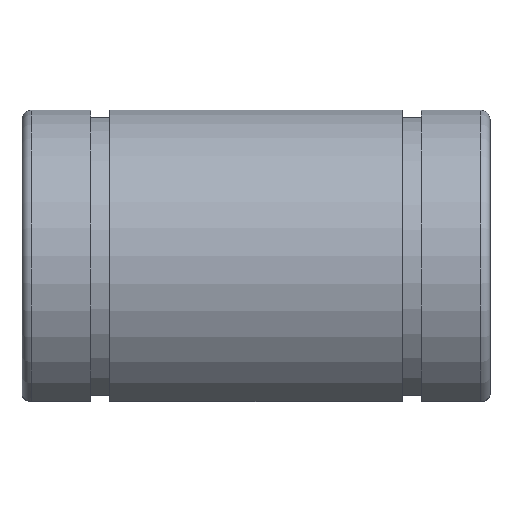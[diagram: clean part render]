
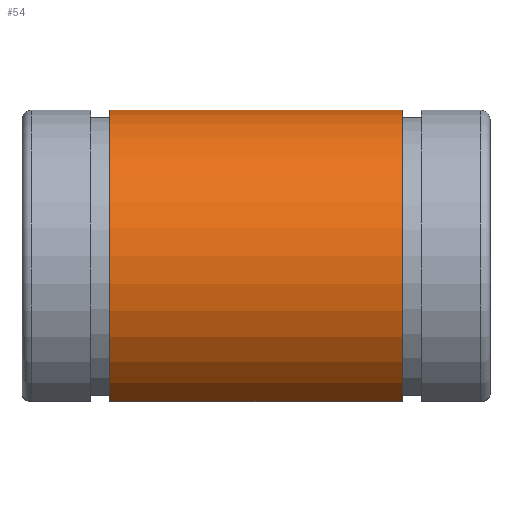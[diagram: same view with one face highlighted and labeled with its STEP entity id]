
A CAD part, top view. The second image highlights one B-rep face of the part: STEP entity #54.
In plain terms, the highlighted cylindrical face has radius 11 mm (diameter 22 mm), a partial arc.
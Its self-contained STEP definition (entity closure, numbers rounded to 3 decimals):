
#54 = ADVANCED_FACE( '', ( #116, #117 ), #118, .T. );
#116 = FACE_OUTER_BOUND( '', #185, .T. );
#117 = FACE_BOUND( '', #186, .T. );
#118 = CYLINDRICAL_SURFACE( '', #187, 11. );
#185 = EDGE_LOOP( '', ( #285, #286, #287, #288 ) );
#186 = EDGE_LOOP( '', ( #289 ) );
#187 = AXIS2_PLACEMENT_3D( '', #290, #291, #292 );
#285 = ORIENTED_EDGE( '', *, *, #446, .T. );
#286 = ORIENTED_EDGE( '', *, *, #430, .T. );
#287 = ORIENTED_EDGE( '', *, *, #447, .F. );
#288 = ORIENTED_EDGE( '', *, *, #448, .T. );
#289 = ORIENTED_EDGE( '', *, *, #449, .T. );
#290 = CARTESIAN_POINT( '', ( 32., 0., 0. ) );
#291 = DIRECTION( '', ( -1., 0., 0. ) );
#292 = DIRECTION( '', ( 0., 0., -1. ) );
#430 = EDGE_CURVE( '', #514, #512, #515, .T. );
#446 = EDGE_CURVE( '', #540, #514, #541, .T. );
#447 = EDGE_CURVE( '', #542, #512, #543, .T. );
#448 = EDGE_CURVE( '', #542, #540, #544, .F. );
#449 = EDGE_CURVE( '', #545, #545, #546, .T. );
#512 = VERTEX_POINT( '', #646 );
#514 = VERTEX_POINT( '', #649 );
#515 = LINE( '', #650, #651 );
#540 = VERTEX_POINT( '', #688 );
#541 = CIRCLE( '', #689, 11. );
#542 = VERTEX_POINT( '', #690 );
#543 = CIRCLE( '', #691, 11. );
#544 = LINE( '', #692, #693 );
#545 = VERTEX_POINT( '', #694 );
#546 = B_SPLINE_CURVE_WITH_KNOTS( '', 3, ( #695, #696, #697, #698, #699, #700, #701, #702, #703, #704, #705, #706, #707, #708, #709, #710, #711, #712, #713, #714, #715, #716, #717, #718, #719, #720, #721, #722, #723, #724, #725, #726, #727, #728, #729, #730, #731, #732, #733, #734, #735, #736, #737, #738, #739, #740, #741, #742, #743, #744 ), .UNSPECIFIED., .T., .F., ( 2, 2, 2, 2, 2, 2, 2, 2, 2, 2, 2, 2, 2, 2, 2, 2, 2, 2, 2, 2, 2, 2, 2, 2, 2, 2, 2 ), ( -0.001, 0., 0., 0.001, 0.001, 0.001, 0.002, 0.002, 0.003, 0.003, 0.004, 0.004, 0.004, 0.004, 0.005, 0.005, 0.006, 0.006, 0.006, 0.007, 0.007, 0.008, 0.008, 0.008, 0.009, 0.009, 0.01 ), .UNSPECIFIED. );
#646 = CARTESIAN_POINT( '', ( 26., -8.969, 6.368 ) );
#649 = CARTESIAN_POINT( '', ( 6., -8.969, 6.368 ) );
#650 = CARTESIAN_POINT( '', ( 32., -8.969, 6.368 ) );
#651 = VECTOR( '', #830, 1000. );
#688 = CARTESIAN_POINT( '', ( 6., -8.969, -6.368 ) );
#689 = AXIS2_PLACEMENT_3D( '', #850, #851, #852 );
#690 = CARTESIAN_POINT( '', ( 26., -8.969, -6.368 ) );
#691 = AXIS2_PLACEMENT_3D( '', #853, #854, #855 );
#692 = CARTESIAN_POINT( '', ( 32., -8.969, -6.368 ) );
#693 = VECTOR( '', #856, 1000. );
#694 = CARTESIAN_POINT( '', ( 16., 2.826, -10.631 ) );
#695 = CARTESIAN_POINT( '', ( 16.198, 2.826, -10.631 ) );
#696 = CARTESIAN_POINT( '', ( 15.901, 2.826, -10.631 ) );
#697 = CARTESIAN_POINT( '', ( 15.803, 2.817, -10.633 ) );
#698 = CARTESIAN_POINT( '', ( 15.611, 2.779, -10.643 ) );
#699 = CARTESIAN_POINT( '', ( 15.516, 2.751, -10.65 ) );
#700 = CARTESIAN_POINT( '', ( 15.334, 2.678, -10.669 ) );
#701 = CARTESIAN_POINT( '', ( 15.248, 2.633, -10.68 ) );
#702 = CARTESIAN_POINT( '', ( 15.085, 2.526, -10.706 ) );
#703 = CARTESIAN_POINT( '', ( 15.008, 2.464, -10.721 ) );
#704 = CARTESIAN_POINT( '', ( 14.801, 2.261, -10.766 ) );
#705 = CARTESIAN_POINT( '', ( 14.689, 2.097, -10.8 ) );
#706 = CARTESIAN_POINT( '', ( 14.54, 1.741, -10.863 ) );
#707 = CARTESIAN_POINT( '', ( 14.5, 1.545, -10.893 ) );
#708 = CARTESIAN_POINT( '', ( 14.5, 1.254, -10.929 ) );
#709 = CARTESIAN_POINT( '', ( 14.51, 1.155, -10.94 ) );
#710 = CARTESIAN_POINT( '', ( 14.548, 0.963, -10.958 ) );
#711 = CARTESIAN_POINT( '', ( 14.576, 0.87, -10.966 ) );
#712 = CARTESIAN_POINT( '', ( 14.689, 0.598, -10.985 ) );
#713 = CARTESIAN_POINT( '', ( 14.799, 0.432, -10.992 ) );
#714 = CARTESIAN_POINT( '', ( 15.009, 0.221, -10.998 ) );
#715 = CARTESIAN_POINT( '', ( 15.084, 0.159, -10.999 ) );
#716 = CARTESIAN_POINT( '', ( 15.247, 0.05, -11. ) );
#717 = CARTESIAN_POINT( '', ( 15.335, 0.002, -11. ) );
#718 = CARTESIAN_POINT( '', ( 15.516, -0.074, -11. ) );
#719 = CARTESIAN_POINT( '', ( 15.61, -0.102, -11. ) );
#720 = CARTESIAN_POINT( '', ( 15.802, -0.141, -10.999 ) );
#721 = CARTESIAN_POINT( '', ( 15.901, -0.151, -10.999 ) );
#722 = CARTESIAN_POINT( '', ( 16.195, -0.151, -10.999 ) );
#723 = CARTESIAN_POINT( '', ( 16.393, -0.112, -11. ) );
#724 = CARTESIAN_POINT( '', ( 16.754, 0.039, -11. ) );
#725 = CARTESIAN_POINT( '', ( 16.921, 0.151, -11. ) );
#726 = CARTESIAN_POINT( '', ( 17.129, 0.359, -10.994 ) );
#727 = CARTESIAN_POINT( '', ( 17.192, 0.437, -10.992 ) );
#728 = CARTESIAN_POINT( '', ( 17.301, 0.6, -10.984 ) );
#729 = CARTESIAN_POINT( '', ( 17.347, 0.686, -10.979 ) );
#730 = CARTESIAN_POINT( '', ( 17.461, 0.958, -10.96 ) );
#731 = CARTESIAN_POINT( '', ( 17.5, 1.152, -10.941 ) );
#732 = CARTESIAN_POINT( '', ( 17.5, 1.447, -10.905 ) );
#733 = CARTESIAN_POINT( '', ( 17.49, 1.544, -10.892 ) );
#734 = CARTESIAN_POINT( '', ( 17.452, 1.734, -10.863 ) );
#735 = CARTESIAN_POINT( '', ( 17.424, 1.828, -10.847 ) );
#736 = CARTESIAN_POINT( '', ( 17.348, 2.007, -10.816 ) );
#737 = CARTESIAN_POINT( '', ( 17.302, 2.092, -10.8 ) );
#738 = CARTESIAN_POINT( '', ( 17.194, 2.252, -10.767 ) );
#739 = CARTESIAN_POINT( '', ( 17.13, 2.328, -10.751 ) );
#740 = CARTESIAN_POINT( '', ( 16.923, 2.531, -10.706 ) );
#741 = CARTESIAN_POINT( '', ( 16.756, 2.641, -10.679 ) );
#742 = CARTESIAN_POINT( '', ( 16.396, 2.787, -10.641 ) );
#743 = CARTESIAN_POINT( '', ( 16.198, 2.826, -10.631 ) );
#744 = CARTESIAN_POINT( '', ( 15.901, 2.826, -10.631 ) );
#830 = DIRECTION( '', ( 1., 0., 0. ) );
#850 = CARTESIAN_POINT( '', ( 6., 0., 0. ) );
#851 = DIRECTION( '', ( 1., 0., 0. ) );
#852 = DIRECTION( '', ( 0., 0., -1. ) );
#853 = CARTESIAN_POINT( '', ( 26., 0., 0. ) );
#854 = DIRECTION( '', ( 1., 0., 0. ) );
#855 = DIRECTION( '', ( 0., 0., -1. ) );
#856 = DIRECTION( '', ( 1., 0., 0. ) );
